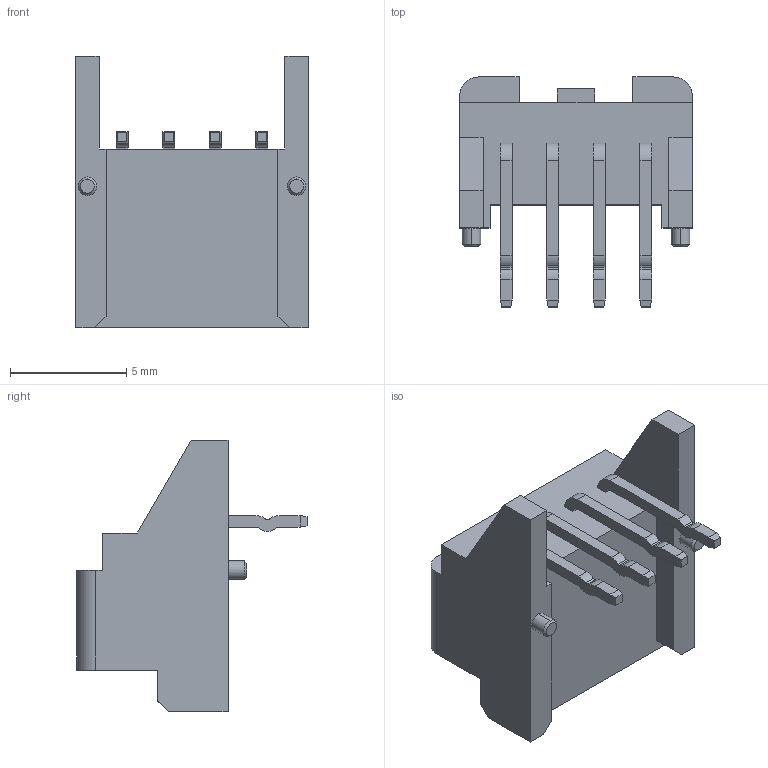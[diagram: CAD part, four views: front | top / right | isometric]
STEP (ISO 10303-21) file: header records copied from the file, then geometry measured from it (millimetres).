
FILE_DESCRIPTION (( 'STEP AP214' ), '1' );
FILE_NAME ('S04B-PASK-2.STEP', '2021-09-23T07:02:10', ( '' ), ( '' ), 'SwSTEP 2.0', 'SolidWorks 2017', '' );
FILE_SCHEMA (( 'AUTOMOTIVE_DESIGN' ));
Length unit declared in the file: millimetre
Products named in the file (1): S04B-PASK-2
Bounding box: 10 x 9.9 x 11.7 mm (x, y, z)
Volume: 254.5 mm3; surface area: 618.6 mm2
Topology: 9 solids, 9 shells, 200 faces, 491 edges, 312 vertices
Faces by surface type: plane 148, cylinder 48, cone 4
Entity records: 5909 total; most frequent: CARTESIAN_POINT 1022, DIRECTION 983, ORIENTED_EDGE 982, EDGE_CURVE 491, LINE 389, VECTOR 389, VERTEX_POINT 312, AXIS2_PLACEMENT_3D 297
